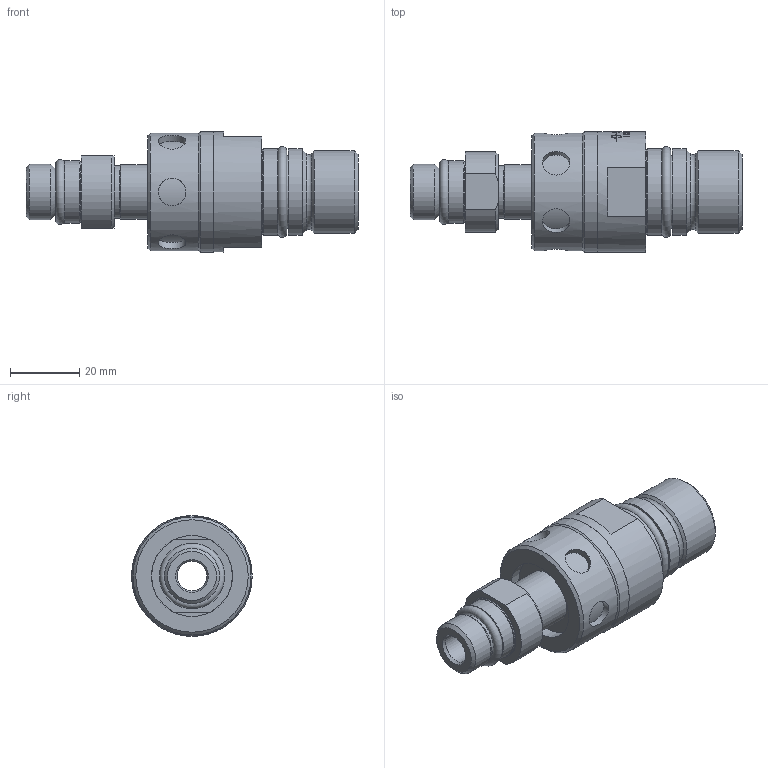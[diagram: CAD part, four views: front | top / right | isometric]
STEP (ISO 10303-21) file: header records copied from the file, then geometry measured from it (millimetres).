
FILE_DESCRIPTION(/* description */ (''),/* implementation_level */ '2;1');
FILE_NAME(/* name */ '1129-205-201-IC.stp',/* time_stamp */ '2020-05-15T13:33:20-05:00',/* author */ ('Moorera'),/* organization */ (''),/* preprocessor_version */ 'ST-DEVELOPER v18.1',/* originating_system */ 'Autodesk Inventor 2020',/* authorisation */ '');
FILE_SCHEMA (('AUTOMOTIVE_DESIGN { 1 0 10303 214 3 1 1 }'));
Products named in the file (1): 1129-205-201-IC
Bounding box: 95.95 x 34.82 x 34.82 mm (x, y, z)
Volume: 44523.3 mm3; surface area: 14588.9 mm2
Topology: 3 solids, 3 shells, 362 faces, 967 edges, 656 vertices
Faces by surface type: bspline 175, plane 104, cylinder 60, cone 16, torus 7
Full cylindrical faces by diameter (mm): 7.9 x6, 8.5 x1, 12.97 x1, 13.5 x1, 15.3 x1, 15.863 x1, 15.968 x1, 17.993 x1, 20.95 x1, 23.4 x1, 23.968 x1, 24.985 x2, 34.1 x1, 34.77 x1, 34.82 x1
Entity records: 53127 total; most frequent: CARTESIAN_POINT 44681, ORIENTED_EDGE 1934, DIRECTION 1351, EDGE_CURVE 967, VERTEX_POINT 656, AXIS2_PLACEMENT_3D 500, EDGE_LOOP 413, FACE_OUTER_BOUND 362
